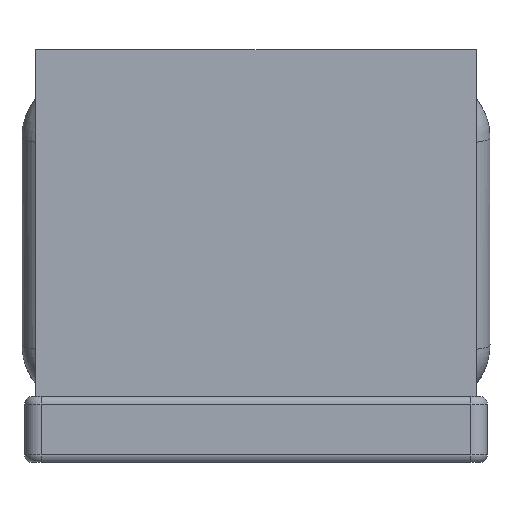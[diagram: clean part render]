
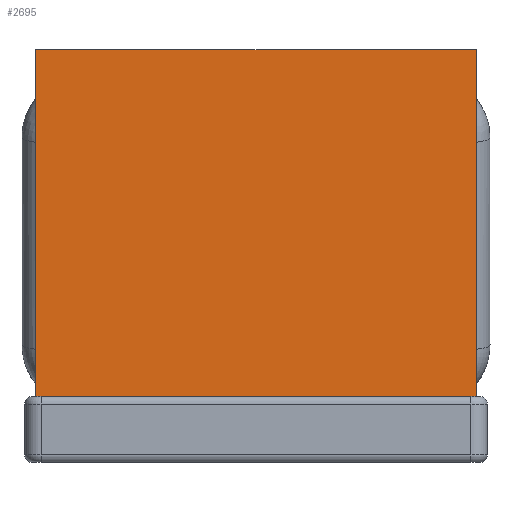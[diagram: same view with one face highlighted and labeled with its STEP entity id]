
A CAD part, left-side view. The second image highlights one B-rep face of the part: STEP entity #2695.
In plain terms, the highlighted planar face has unit normal (-1, 0, 0).
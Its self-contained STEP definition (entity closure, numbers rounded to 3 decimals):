
#161=PLANE('',#3009);
#219=LINE('',#4060,#368);
#235=LINE('',#4150,#384);
#301=LINE('',#5238,#450);
#310=LINE('',#5304,#459);
#368=VECTOR('',#3295,10.);
#384=VECTOR('',#3337,10.);
#450=VECTOR('',#3705,10.);
#459=VECTOR('',#3756,10.);
#670=FACE_OUTER_BOUND('',#825,.T.);
#825=EDGE_LOOP('',(#2383,#2384,#2385,#2386));
#1047=VERTEX_POINT('',#4054);
#1049=VERTEX_POINT('',#4058);
#1066=VERTEX_POINT('',#4148);
#1199=VERTEX_POINT('',#5236);
#1329=EDGE_CURVE('',#1047,#1049,#219,.T.);
#1354=EDGE_CURVE('',#1049,#1066,#235,.T.);
#1579=EDGE_CURVE('',#1199,#1066,#301,.T.);
#1596=EDGE_CURVE('',#1047,#1199,#310,.T.);
#2383=ORIENTED_EDGE('',*,*,#1329,.T.);
#2384=ORIENTED_EDGE('',*,*,#1354,.T.);
#2385=ORIENTED_EDGE('',*,*,#1579,.F.);
#2386=ORIENTED_EDGE('',*,*,#1596,.F.);
#2695=ADVANCED_FACE('',(#670),#161,.T.);
#3009=AXIS2_PLACEMENT_3D('',#5306,#3759,#3760);
#3295=DIRECTION('',(0.,-1.,0.));
#3337=DIRECTION('',(0.,0.,1.));
#3705=DIRECTION('',(0.,-1.,0.));
#3756=DIRECTION('',(0.,0.,1.));
#3759=DIRECTION('center_axis',(-1.,0.,0.));
#3760=DIRECTION('ref_axis',(0.,-1.,0.));
#4054=CARTESIAN_POINT('',(-0.265,0.2,0.06));
#4058=CARTESIAN_POINT('',(-0.265,-0.2,0.06));
#4060=CARTESIAN_POINT('',(-0.265,0.1,0.06));
#4148=CARTESIAN_POINT('',(-0.265,-0.2,0.375));
#4150=CARTESIAN_POINT('',(-0.265,-0.2,0.));
#5236=CARTESIAN_POINT('',(-0.265,0.2,0.375));
#5238=CARTESIAN_POINT('',(-0.265,0.2,0.375));
#5304=CARTESIAN_POINT('',(-0.265,0.2,0.));
#5306=CARTESIAN_POINT('Origin',(-0.265,0.2,0.));
